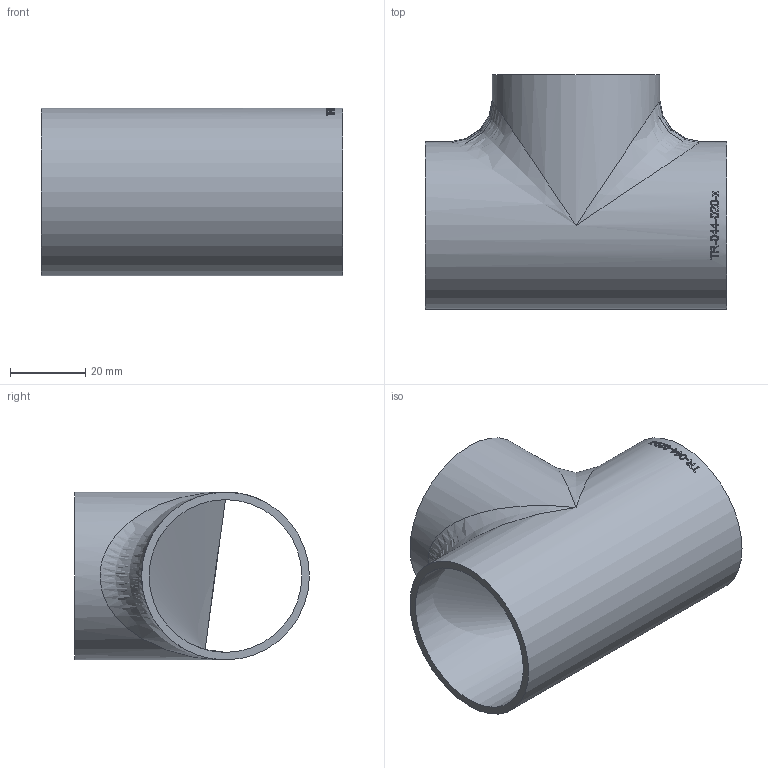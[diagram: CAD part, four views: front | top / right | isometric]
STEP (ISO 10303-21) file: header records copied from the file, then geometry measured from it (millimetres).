
FILE_DESCRIPTION (( 'STEP AP214' ), '1' );
FILE_NAME ('TR-044-020-x T-Stück Ø44,5x2,0 BL80 1909.STEP', '2019-09-26T12:12:00', ( '' ), ( '' ), 'SwSTEP 2.0', 'SolidWorks 2016', '' );
FILE_SCHEMA (( 'AUTOMOTIVE_DESIGN' ));
Length unit declared in the file: millimetre
Products named in the file (1): TR-044-020-x T-Stück Ø44,5x2,0 BL80 1909
Bounding box: 80 x 62.25 x 44.5 mm (x, y, z)
Volume: 24438.9 mm3; surface area: 25241.8 mm2
Topology: 1 solids, 1 shells, 154 faces, 406 edges, 262 vertices
Faces by surface type: bspline 69, plane 63, cylinder 22
Full cylindrical faces by diameter (mm): 40.5 x2, 44.5 x2
Entity records: 13909 total; most frequent: CARTESIAN_POINT 9210, ORIENTED_EDGE 778, DIRECTION 420, EDGE_CURVE 389, VERTEX_POINT 260, B_SPLINE_CURVE_WITH_KNOTS 207, EDGE_LOOP 181, AXIS2_PLACEMENT_3D 160
